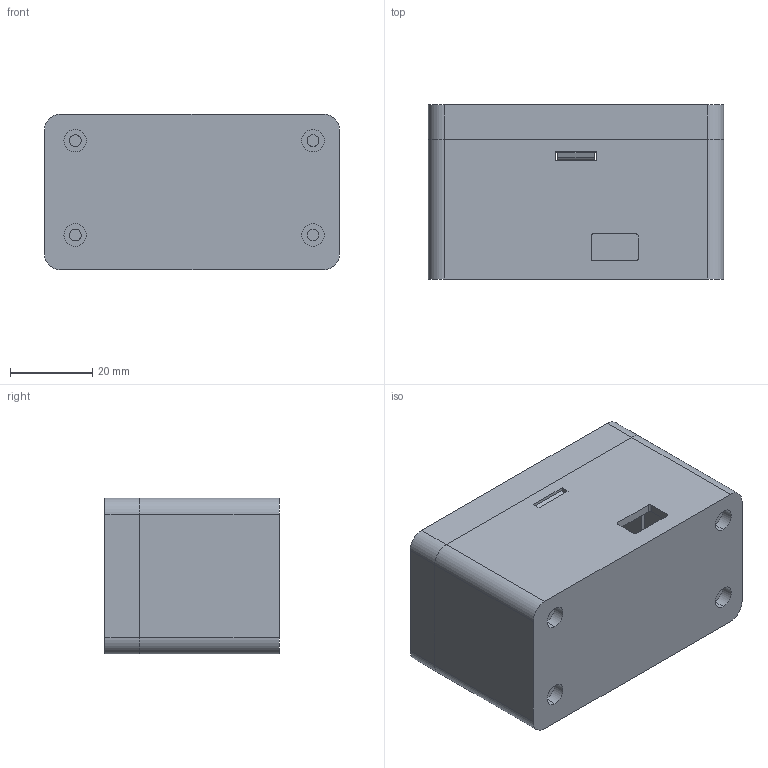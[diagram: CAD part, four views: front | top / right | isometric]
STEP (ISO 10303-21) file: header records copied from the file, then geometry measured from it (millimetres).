
FILE_DESCRIPTION (( 'STEP AP214' ), '1' );
FILE_NAME ('DVK Enclosure.STEP', '2019-06-17T07:29:09', ( 'admin' ), ( '' ), 'SwSTEP 2.0', 'SolidWorks 2019', '' );
FILE_SCHEMA (( 'AUTOMOTIVE_DESIGN' ));
Length unit declared in the file: millimetre
Products named in the file (3): Enclosure top; Enclosure Bottom; DVK Enclosure
Assembly tree (2 placements, depth 2):
  DVK Enclosure
    Enclosure Bottom
    Enclosure top
Bounding box: 72 x 42.5 x 38 mm (x, y, z)
Volume: 15829.9 mm3; surface area: 28630.5 mm2
Topology: 2 solids, 2 shells, 182 faces, 471 edges, 296 vertices
Faces by surface type: cylinder 77, plane 68, torus 19, bspline 18
Entity records: 6164 total; most frequent: CARTESIAN_POINT 1636, DIRECTION 936, ORIENTED_EDGE 934, EDGE_CURVE 467, AXIS2_PLACEMENT_3D 350, VERTEX_POINT 296, VECTOR 236, LINE 236
